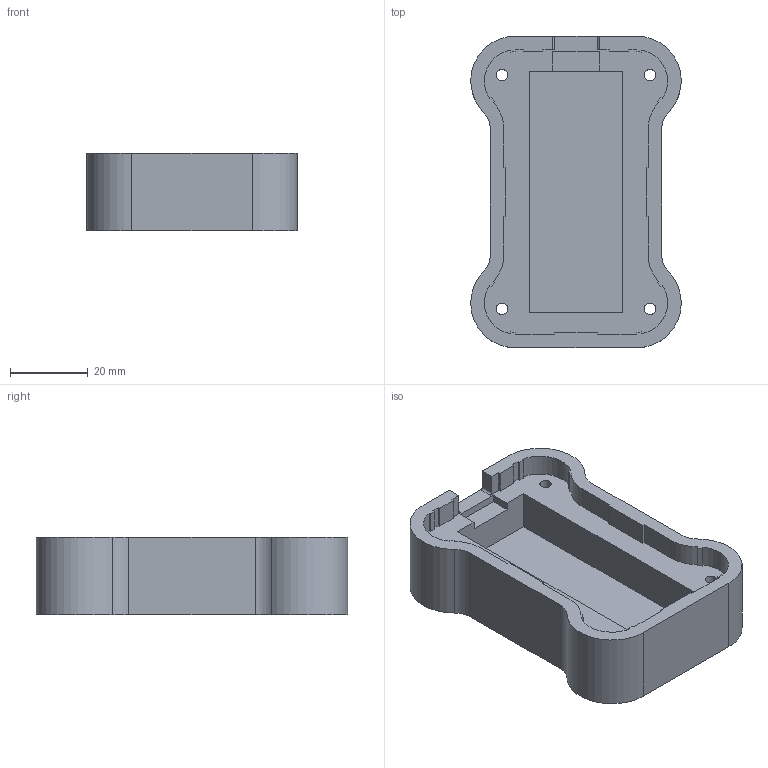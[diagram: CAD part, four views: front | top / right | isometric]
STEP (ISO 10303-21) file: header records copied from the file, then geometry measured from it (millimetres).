
FILE_DESCRIPTION(/* description */ (''),/* implementation_level */ '2;1');
FILE_NAME(/* name */ 'tiny-scarab-v0.2-enclosure.step',/* time_stamp */ '2024-02-16T14:46:00+01:00',/* author */ (''),/* organization */ (''),/* preprocessor_version */ 'ST-DEVELOPER v20',/* originating_system */ 'Autodesk Translation Framework v12.20.1.177',/* authorisation */ '');
FILE_SCHEMA (('AUTOMOTIVE_DESIGN { 1 0 10303 214 3 1 1 }'));
Length unit declared in the file: millimetre
Products named in the file (1): tiny-scarab-v0.2-enclosure
Bounding box: 53.95 x 80 x 20 mm (x, y, z)
Volume: 42261.4 mm3; surface area: 16469.2 mm2
Topology: 1 solids, 1 shells, 97 faces, 274 edges, 180 vertices
Faces by surface type: plane 59, cylinder 34, cone 4
Full cylindrical faces by diameter (mm): 3 x4, 6 x4
Entity records: 3188 total; most frequent: CARTESIAN_POINT 552, ORIENTED_EDGE 548, DIRECTION 538, EDGE_CURVE 274, LINE 206, VECTOR 206, VERTEX_POINT 180, AXIS2_PLACEMENT_3D 166
